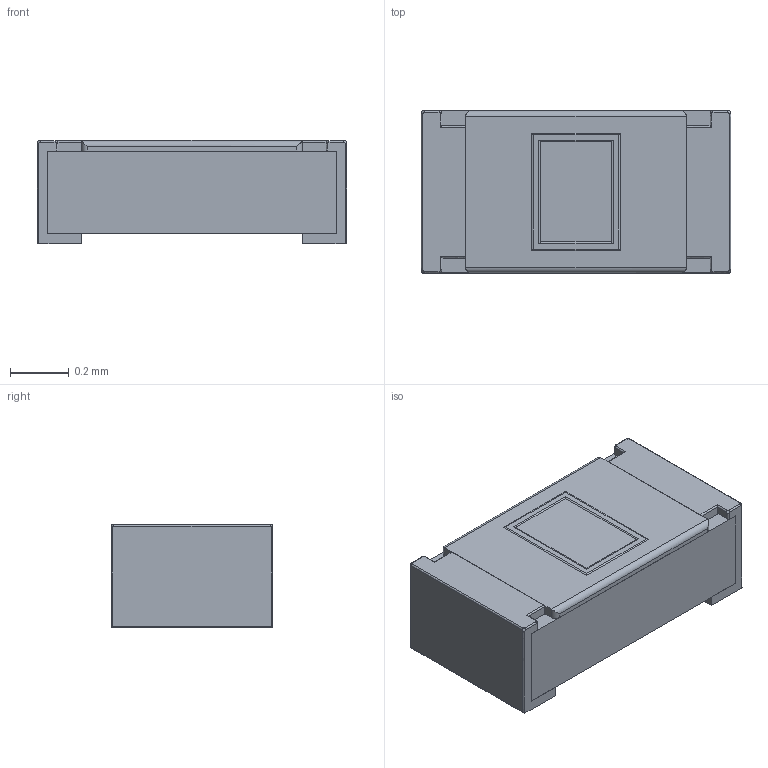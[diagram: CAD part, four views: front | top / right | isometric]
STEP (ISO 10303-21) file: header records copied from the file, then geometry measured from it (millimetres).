
FILE_DESCRIPTION(/* description */ (''),/* implementation_level */ '2;1');
FILE_NAME(/* name */ 'RESC1005X04L - 0ohm.step',/* time_stamp */ '2022-10-19T14:29:38+02:00',/* author */ (''),/* organization */ (''),/* preprocessor_version */ 'ST-DEVELOPER v19',/* originating_system */ 'Autodesk Translation Framework v11.7.0.108',/* authorisation */ '');
FILE_SCHEMA (('AUTOMOTIVE_DESIGN { 1 0 10303 214 3 1 1 }'));
Length unit declared in the file: millimetre
Products named in the file (5): RESC1005X04L - 0ohm; Mid Body; Terminal; Open CASCADE STEP translator 7.5 6.2.1; Mark
Assembly tree (5 placements, depth 3):
  RESC1005X04L - 0ohm
    Mid Body
    Terminal  x2
      Open CASCADE STEP translator 7.5 6.2.1
    Mark
Bounding box: 1.05 x 0.55 x 0.35 mm (x, y, z)
Volume: 0.2 mm3; surface area: 4.3 mm2
Topology: 5 solids, 5 shells, 92 faces, 232 edges, 150 vertices
Faces by surface type: plane 50, bspline 28, cylinder 14
Entity records: 2414 total; most frequent: CARTESIAN_POINT 902, ORIENTED_EDGE 300, DIRECTION 235, EDGE_CURVE 150, VERTEX_POINT 97, AXIS2_PLACEMENT_3D 84, LINE 67, VECTOR 67
